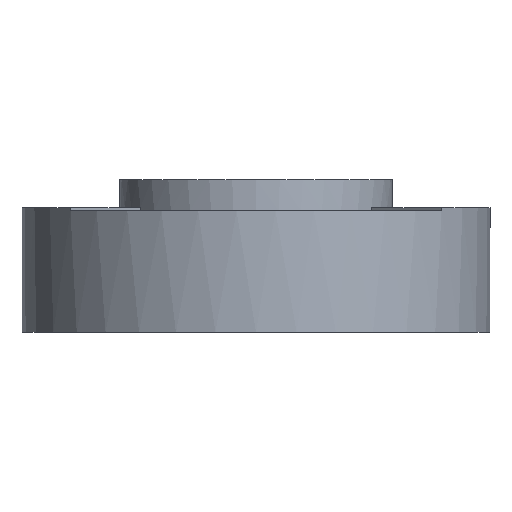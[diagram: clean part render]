
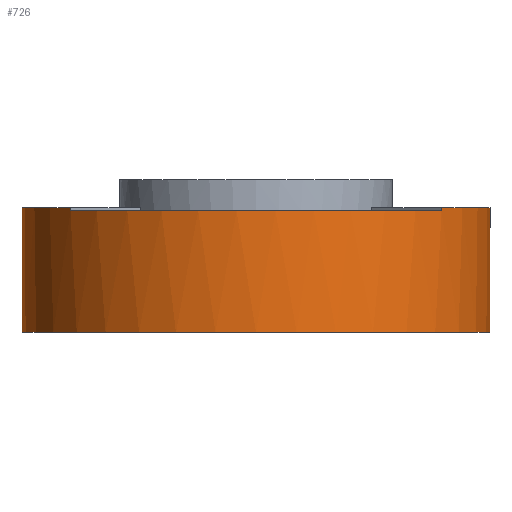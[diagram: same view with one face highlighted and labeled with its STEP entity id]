
A CAD part, left-side view. The second image highlights one B-rep face of the part: STEP entity #726.
In plain terms, the highlighted cylindrical face has radius 7.5 mm (diameter 15 mm), a partial arc.
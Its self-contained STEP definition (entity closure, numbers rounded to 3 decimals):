
#100=FACE_OUTER_BOUND('',#160,.T.);
#160=EDGE_LOOP('',(#637,#638,#639,#640,#641,#642,#643,#644));
#194=LINE('',#1213,#246);
#202=LINE('',#1244,#254);
#213=LINE('',#1277,#265);
#214=LINE('',#1278,#266);
#246=VECTOR('',#994,1.);
#254=VECTOR('',#1026,1.);
#265=VECTOR('',#1063,1.);
#266=VECTOR('',#1064,1.);
#298=CIRCLE('',#806,7.5);
#301=CIRCLE('',#812,7.5);
#304=CIRCLE('',#816,7.5);
#309=CIRCLE('',#825,7.5);
#347=VERTEX_POINT('',#1191);
#348=VERTEX_POINT('',#1193);
#353=VERTEX_POINT('',#1206);
#356=VERTEX_POINT('',#1211);
#359=VERTEX_POINT('',#1220);
#362=VERTEX_POINT('',#1228);
#367=VERTEX_POINT('',#1242);
#374=VERTEX_POINT('',#1260);
#427=EDGE_CURVE('',#348,#347,#298,.T.);
#436=EDGE_CURVE('',#356,#353,#194,.T.);
#440=EDGE_CURVE('',#359,#353,#301,.T.);
#445=EDGE_CURVE('',#356,#362,#304,.T.);
#452=EDGE_CURVE('',#362,#367,#202,.T.);
#461=EDGE_CURVE('',#367,#374,#309,.T.);
#468=EDGE_CURVE('',#359,#347,#213,.T.);
#469=EDGE_CURVE('',#374,#348,#214,.T.);
#637=ORIENTED_EDGE('',*,*,#468,.F.);
#638=ORIENTED_EDGE('',*,*,#440,.T.);
#639=ORIENTED_EDGE('',*,*,#436,.F.);
#640=ORIENTED_EDGE('',*,*,#445,.T.);
#641=ORIENTED_EDGE('',*,*,#452,.T.);
#642=ORIENTED_EDGE('',*,*,#461,.T.);
#643=ORIENTED_EDGE('',*,*,#469,.T.);
#644=ORIENTED_EDGE('',*,*,#427,.T.);
#681=CYLINDRICAL_SURFACE('',#833,7.5);
#726=ADVANCED_FACE('',(#100),#681,.T.);
#806=AXIS2_PLACEMENT_3D('',#1194,#980,#981);
#812=AXIS2_PLACEMENT_3D('',#1221,#1002,#1003);
#816=AXIS2_PLACEMENT_3D('',#1230,#1012,#1013);
#825=AXIS2_PLACEMENT_3D('',#1262,#1041,#1042);
#833=AXIS2_PLACEMENT_3D('',#1276,#1061,#1062);
#980=DIRECTION('center_axis',(0.,0.,1.));
#981=DIRECTION('ref_axis',(-1.,0.,0.));
#994=DIRECTION('',(0.,0.,1.));
#1002=DIRECTION('center_axis',(0.,0.,-1.));
#1003=DIRECTION('ref_axis',(1.,0.,0.));
#1012=DIRECTION('center_axis',(0.,0.,-1.));
#1013=DIRECTION('ref_axis',(-0.707,-0.707,0.));
#1026=DIRECTION('',(0.,0.,1.));
#1041=DIRECTION('center_axis',(0.,0.,-1.));
#1042=DIRECTION('ref_axis',(1.,0.,0.));
#1061=DIRECTION('center_axis',(0.,0.,1.));
#1062=DIRECTION('ref_axis',(-0.707,0.707,0.));
#1063=DIRECTION('',(0.,0.,-1.));
#1064=DIRECTION('',(0.,0.,-1.));
#1191=CARTESIAN_POINT('',(7.5,0.,-1.25));
#1193=CARTESIAN_POINT('',(7.5,15.,-1.25));
#1194=CARTESIAN_POINT('Origin',(7.5,7.5,-1.25));
#1206=CARTESIAN_POINT('',(2.929,1.554,2.75));
#1211=CARTESIAN_POINT('',(2.929,1.554,2.65));
#1213=CARTESIAN_POINT('',(2.929,1.554,2.65));
#1220=CARTESIAN_POINT('',(7.5,0.,2.75));
#1221=CARTESIAN_POINT('Origin',(7.5,7.5,2.75));
#1228=CARTESIAN_POINT('',(2.929,13.446,2.65));
#1230=CARTESIAN_POINT('Origin',(7.5,7.5,2.65));
#1242=CARTESIAN_POINT('',(2.929,13.446,2.75));
#1244=CARTESIAN_POINT('',(2.929,13.446,2.65));
#1260=CARTESIAN_POINT('',(7.5,15.,2.75));
#1262=CARTESIAN_POINT('Origin',(7.5,7.5,2.75));
#1276=CARTESIAN_POINT('Origin',(7.5,7.5,0.));
#1277=CARTESIAN_POINT('',(7.5,0.,0.));
#1278=CARTESIAN_POINT('',(7.5,15.,0.));
